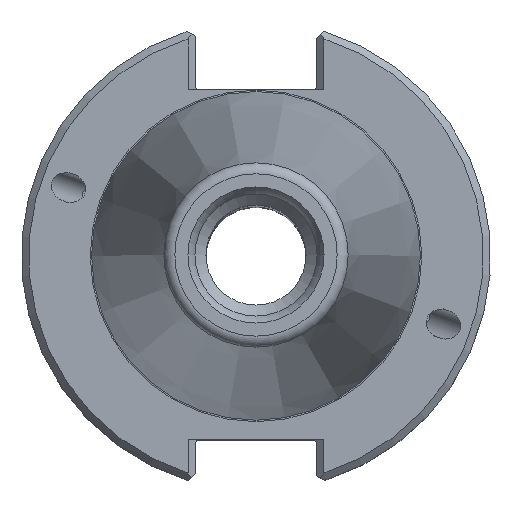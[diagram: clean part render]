
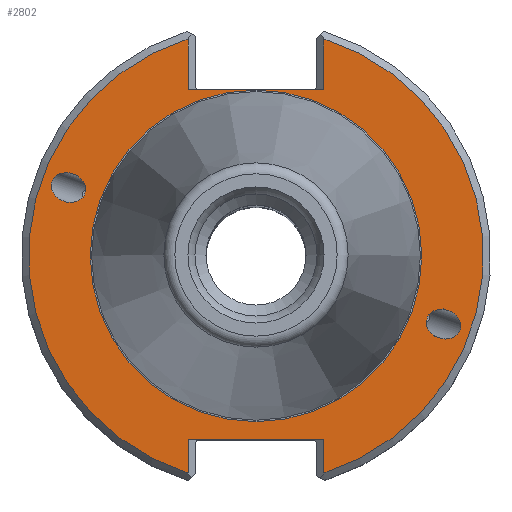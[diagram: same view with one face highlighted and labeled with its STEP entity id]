
A CAD part, top view. The second image highlights one B-rep face of the part: STEP entity #2802.
In plain terms, the highlighted planar face has unit normal (0, 0, 1).
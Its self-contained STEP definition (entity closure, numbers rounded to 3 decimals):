
#88=ELLIPSE('',#2970,2.381,1.95);
#89=ELLIPSE('',#2973,2.381,1.95);
#125=LINE('',#4188,#190);
#126=LINE('',#4190,#191);
#127=LINE('',#4192,#192);
#128=LINE('',#4196,#193);
#129=LINE('',#4198,#194);
#130=LINE('',#4200,#195);
#190=VECTOR('',#3298,1000.);
#191=VECTOR('',#3299,1000.);
#192=VECTOR('',#3300,1000.);
#193=VECTOR('',#3303,1000.);
#194=VECTOR('',#3304,1000.);
#195=VECTOR('',#3305,1000.);
#238=PLANE('',#2969);
#501=ORIENTED_EDGE('',*,*,#984,.F.);
#502=ORIENTED_EDGE('',*,*,#985,.T.);
#503=ORIENTED_EDGE('',*,*,#986,.T.);
#504=ORIENTED_EDGE('',*,*,#987,.F.);
#505=ORIENTED_EDGE('',*,*,#988,.T.);
#506=ORIENTED_EDGE('',*,*,#989,.T.);
#507=ORIENTED_EDGE('',*,*,#990,.T.);
#508=ORIENTED_EDGE('',*,*,#991,.F.);
#509=ORIENTED_EDGE('',*,*,#992,.T.);
#510=ORIENTED_EDGE('',*,*,#993,.F.);
#511=ORIENTED_EDGE('',*,*,#983,.F.);
#983=EDGE_CURVE('',#1215,#1215,#1345,.T.);
#984=EDGE_CURVE('',#1216,#1216,#88,.T.);
#985=EDGE_CURVE('',#1217,#1218,#1346,.T.);
#986=EDGE_CURVE('',#1218,#1219,#125,.T.);
#987=EDGE_CURVE('',#1220,#1219,#126,.T.);
#988=EDGE_CURVE('',#1220,#1221,#127,.T.);
#989=EDGE_CURVE('',#1221,#1222,#1347,.T.);
#990=EDGE_CURVE('',#1222,#1223,#128,.T.);
#991=EDGE_CURVE('',#1224,#1223,#129,.T.);
#992=EDGE_CURVE('',#1224,#1217,#130,.T.);
#993=EDGE_CURVE('',#1225,#1225,#89,.T.);
#1215=VERTEX_POINT('',#4181);
#1216=VERTEX_POINT('',#4184);
#1217=VERTEX_POINT('',#4186);
#1218=VERTEX_POINT('',#4187);
#1219=VERTEX_POINT('',#4189);
#1220=VERTEX_POINT('',#4191);
#1221=VERTEX_POINT('',#4193);
#1222=VERTEX_POINT('',#4195);
#1223=VERTEX_POINT('',#4197);
#1224=VERTEX_POINT('',#4199);
#1225=VERTEX_POINT('',#4202);
#1345=CIRCLE('',#2968,22.418);
#1346=CIRCLE('',#2971,30.75);
#1347=CIRCLE('',#2972,30.75);
#1448=EDGE_LOOP('',(#501));
#1449=EDGE_LOOP('',(#502,#503,#504,#505,#506,#507,#508,#509));
#1450=EDGE_LOOP('',(#510));
#1451=EDGE_LOOP('',(#511));
#1653=FACE_BOUND('',#1448,.T.);
#1654=FACE_BOUND('',#1449,.T.);
#1655=FACE_BOUND('',#1450,.T.);
#1656=FACE_BOUND('',#1451,.T.);
#2802=ADVANCED_FACE('',(#1653,#1654,#1655,#1656),#238,.T.);
#2968=AXIS2_PLACEMENT_3D('',#4180,#3290,#3291);
#2969=AXIS2_PLACEMENT_3D('',#4182,#3292,#3293);
#2970=AXIS2_PLACEMENT_3D('',#4183,#3294,#3295);
#2971=AXIS2_PLACEMENT_3D('',#4185,#3296,#3297);
#2972=AXIS2_PLACEMENT_3D('',#4194,#3301,#3302);
#2973=AXIS2_PLACEMENT_3D('',#4201,#3306,#3307);
#3290=DIRECTION('',(0.,0.,1.));
#3291=DIRECTION('',(1.,0.,0.));
#3292=DIRECTION('',(0.,0.,1.));
#3293=DIRECTION('',(1.,0.,0.));
#3294=DIRECTION('',(0.,0.,1.));
#3295=DIRECTION('',(0.94,-0.342,0.));
#3296=DIRECTION('',(0.,0.,1.));
#3297=DIRECTION('',(1.,0.,0.));
#3298=DIRECTION('',(0.,1.,0.));
#3299=DIRECTION('',(-1.,0.,0.));
#3300=DIRECTION('',(0.,-1.,0.));
#3301=DIRECTION('',(0.,0.,1.));
#3302=DIRECTION('',(1.,0.,0.));
#3303=DIRECTION('',(0.,-1.,0.));
#3304=DIRECTION('',(1.,0.,0.));
#3305=DIRECTION('',(0.,1.,0.));
#3306=DIRECTION('',(0.,0.,1.));
#3307=DIRECTION('',(-0.94,0.342,0.));
#4180=CARTESIAN_POINT('',(0.,0.,-3.17));
#4181=CARTESIAN_POINT('',(22.418,0.,-3.17));
#4182=CARTESIAN_POINT('',(22.418,0.,-3.17));
#4183=CARTESIAN_POINT('',(-25.372,9.235,-3.17));
#4184=CARTESIAN_POINT('',(-23.135,8.42,-3.17));
#4185=CARTESIAN_POINT('',(0.,0.,-3.17));
#4186=CARTESIAN_POINT('',(-9.19,29.345,-3.17));
#4187=CARTESIAN_POINT('',(-9.19,-29.345,-3.17));
#4188=CARTESIAN_POINT('',(-9.19,-24.87,-3.17));
#4189=CARTESIAN_POINT('',(-9.19,-24.87,-3.17));
#4190=CARTESIAN_POINT('',(8.19,-24.87,-3.17));
#4191=CARTESIAN_POINT('',(9.19,-24.87,-3.17));
#4192=CARTESIAN_POINT('',(9.19,-30.831,-3.17));
#4193=CARTESIAN_POINT('',(9.19,-29.345,-3.17));
#4194=CARTESIAN_POINT('',(0.,0.,-3.17));
#4195=CARTESIAN_POINT('',(9.19,29.345,-3.17));
#4196=CARTESIAN_POINT('',(9.19,22.46,-3.17));
#4197=CARTESIAN_POINT('',(9.19,22.46,-3.17));
#4198=CARTESIAN_POINT('',(-8.19,22.46,-3.17));
#4199=CARTESIAN_POINT('',(-9.19,22.46,-3.17));
#4200=CARTESIAN_POINT('',(-9.19,30.831,-3.17));
#4201=CARTESIAN_POINT('',(25.372,-9.235,-3.17));
#4202=CARTESIAN_POINT('',(23.135,-8.42,-3.17));
